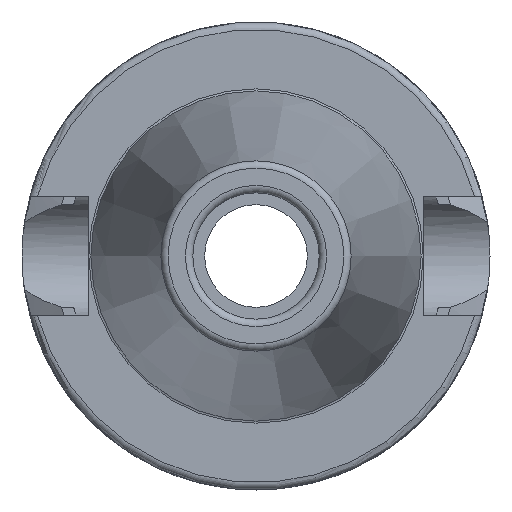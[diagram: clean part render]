
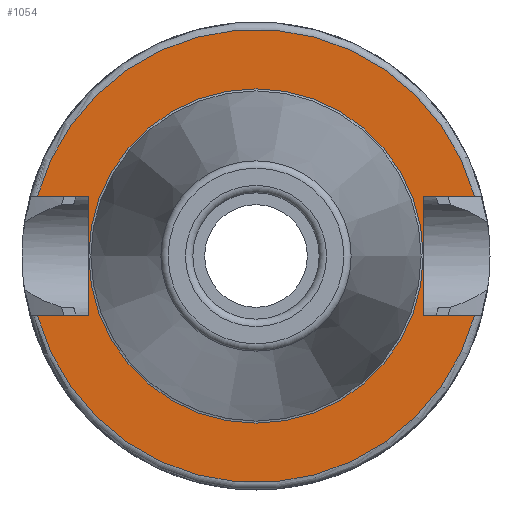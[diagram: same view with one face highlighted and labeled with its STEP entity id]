
A CAD part, left-side view. The second image highlights one B-rep face of the part: STEP entity #1054.
In plain terms, the highlighted planar face has unit normal (-1, 0, 0).
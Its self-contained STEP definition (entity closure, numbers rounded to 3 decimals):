
#35=FACE_BOUND('',#272,.T.);
#51=PLANE('',#1183);
#78=LINE('',#1841,#124);
#86=LINE('',#1901,#132);
#89=LINE('',#1921,#135);
#98=LINE('',#2004,#144);
#103=LINE('',#2044,#149);
#105=LINE('',#2047,#151);
#124=VECTOR('',#1373,10.);
#132=VECTOR('',#1387,10.);
#135=VECTOR('',#1392,10.);
#144=VECTOR('',#1443,10.);
#149=VECTOR('',#1454,10.);
#151=VECTOR('',#1458,10.);
#209=FACE_OUTER_BOUND('',#271,.T.);
#271=EDGE_LOOP('',(#903,#904,#905,#906,#907,#908,#909,#910));
#272=EDGE_LOOP('',(#911,#912));
#346=CIRCLE('',#1177,30.5);
#348=CIRCLE('',#1184,30.5);
#349=CIRCLE('',#1185,22.5);
#350=CIRCLE('',#1186,22.5);
#457=VERTEX_POINT('',#1829);
#458=VERTEX_POINT('',#1840);
#470=VERTEX_POINT('',#1898);
#471=VERTEX_POINT('',#1900);
#487=VERTEX_POINT('',#1983);
#491=VERTEX_POINT('',#2001);
#492=VERTEX_POINT('',#2003);
#499=VERTEX_POINT('',#2043);
#500=VERTEX_POINT('',#2050);
#501=VERTEX_POINT('',#2051);
#588=EDGE_CURVE('',#458,#457,#78,.T.);
#603=EDGE_CURVE('',#471,#470,#86,.T.);
#608=EDGE_CURVE('',#470,#458,#89,.T.);
#629=EDGE_CURVE('',#471,#487,#346,.T.);
#634=EDGE_CURVE('',#492,#491,#98,.T.);
#644=EDGE_CURVE('',#499,#487,#103,.T.);
#646=EDGE_CURVE('',#491,#499,#105,.T.);
#647=EDGE_CURVE('',#492,#457,#348,.T.);
#648=EDGE_CURVE('',#500,#501,#349,.T.);
#649=EDGE_CURVE('',#501,#500,#350,.T.);
#903=ORIENTED_EDGE('',*,*,#588,.T.);
#904=ORIENTED_EDGE('',*,*,#647,.F.);
#905=ORIENTED_EDGE('',*,*,#634,.T.);
#906=ORIENTED_EDGE('',*,*,#646,.T.);
#907=ORIENTED_EDGE('',*,*,#644,.T.);
#908=ORIENTED_EDGE('',*,*,#629,.F.);
#909=ORIENTED_EDGE('',*,*,#603,.T.);
#910=ORIENTED_EDGE('',*,*,#608,.T.);
#911=ORIENTED_EDGE('',*,*,#648,.T.);
#912=ORIENTED_EDGE('',*,*,#649,.T.);
#1054=ADVANCED_FACE('',(#209,#35),#51,.T.);
#1177=AXIS2_PLACEMENT_3D('',#1984,#1436,#1437);
#1183=AXIS2_PLACEMENT_3D('',#2048,#1459,#1460);
#1184=AXIS2_PLACEMENT_3D('',#2049,#1461,#1462);
#1185=AXIS2_PLACEMENT_3D('',#2052,#1463,#1464);
#1186=AXIS2_PLACEMENT_3D('',#2053,#1465,#1466);
#1373=DIRECTION('',(0.,-1.,0.));
#1387=DIRECTION('',(0.,1.,0.));
#1392=DIRECTION('',(0.,0.,1.));
#1436=DIRECTION('center_axis',(1.,0.,0.));
#1437=DIRECTION('ref_axis',(0.,0.,-1.));
#1443=DIRECTION('',(0.,-1.,0.));
#1454=DIRECTION('',(0.,1.,0.));
#1458=DIRECTION('',(0.,0.,-1.));
#1459=DIRECTION('center_axis',(-1.,0.,0.));
#1460=DIRECTION('ref_axis',(0.,0.,1.));
#1461=DIRECTION('center_axis',(1.,0.,0.));
#1462=DIRECTION('ref_axis',(0.,0.,-1.));
#1463=DIRECTION('center_axis',(1.,0.,0.));
#1464=DIRECTION('ref_axis',(0.,0.,-1.));
#1465=DIRECTION('center_axis',(1.,0.,0.));
#1466=DIRECTION('ref_axis',(0.,0.,-1.));
#1829=CARTESIAN_POINT('',(2.,-29.418,8.05));
#1840=CARTESIAN_POINT('',(2.,-22.6,8.05));
#1841=CARTESIAN_POINT('',(2.,3.95,8.05));
#1898=CARTESIAN_POINT('',(2.,-22.6,-8.05));
#1900=CARTESIAN_POINT('',(2.,-29.418,-8.05));
#1901=CARTESIAN_POINT('',(2.,3.95,-8.05));
#1921=CARTESIAN_POINT('',(2.,-22.6,0.));
#1983=CARTESIAN_POINT('',(2.,29.418,-8.05));
#1984=CARTESIAN_POINT('Origin',(2.,0.,0.));
#2001=CARTESIAN_POINT('',(2.,22.6,8.05));
#2003=CARTESIAN_POINT('',(2.,29.418,8.05));
#2004=CARTESIAN_POINT('',(2.,26.55,8.05));
#2043=CARTESIAN_POINT('',(2.,22.6,-8.05));
#2044=CARTESIAN_POINT('',(2.,26.55,-8.05));
#2047=CARTESIAN_POINT('',(2.,22.6,0.));
#2048=CARTESIAN_POINT('Origin',(2.,30.5,0.));
#2049=CARTESIAN_POINT('Origin',(2.,0.,0.));
#2050=CARTESIAN_POINT('',(2.,22.5,0.));
#2051=CARTESIAN_POINT('',(2.,0.,22.5));
#2052=CARTESIAN_POINT('Origin',(2.,0.,0.));
#2053=CARTESIAN_POINT('Origin',(2.,0.,0.));
